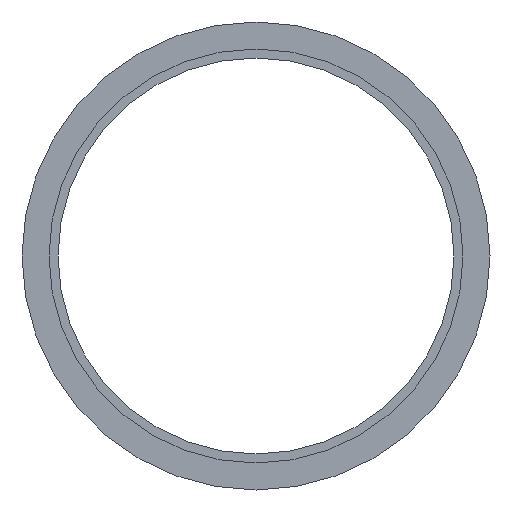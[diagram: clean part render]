
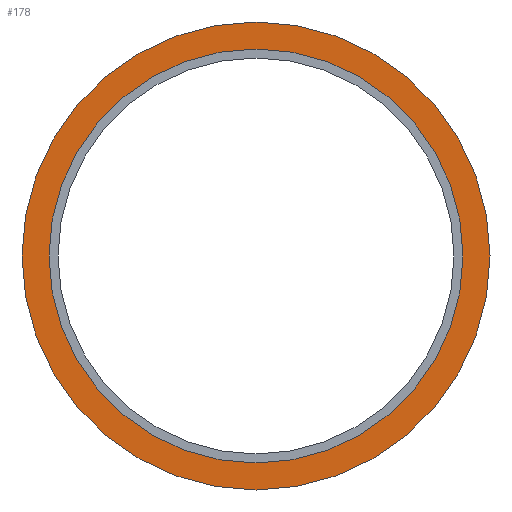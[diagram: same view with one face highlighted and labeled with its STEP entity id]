
A CAD part, front view. The second image highlights one B-rep face of the part: STEP entity #178.
In plain terms, the highlighted planar face has unit normal (0, -1, 0).
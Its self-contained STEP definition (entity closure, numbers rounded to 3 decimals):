
#2 = PLANE ( 'NONE',  #422 ) ;
#5 = CARTESIAN_POINT ( 'NONE',  ( -46., -16.619, 0. ) ) ;
#25 = CARTESIAN_POINT ( 'NONE',  ( 0., -16.619, 0. ) ) ;
#30 = CARTESIAN_POINT ( 'NONE',  ( 0., -16.619, 0. ) ) ;
#124 = CIRCLE ( 'NONE', #349, 52. ) ;
#131 = AXIS2_PLACEMENT_3D ( 'NONE', #30, #265, #483 ) ;
#133 = CIRCLE ( 'NONE', #318, 46. ) ;
#135 = CARTESIAN_POINT ( 'NONE',  ( 52., -16.619, 0. ) ) ;
#138 = DIRECTION ( 'NONE',  ( 0., 1., 0. ) ) ;
#151 = DIRECTION ( 'NONE',  ( 0., -1., 0. ) ) ;
#154 = CIRCLE ( 'NONE', #206, 46. ) ;
#176 = CARTESIAN_POINT ( 'NONE',  ( 0., -16.619, 0. ) ) ;
#178 = ADVANCED_FACE ( 'NONE', ( #188, #397 ), #2, .T. ) ;
#183 = EDGE_LOOP ( 'NONE', ( #430, #198 ) ) ;
#188 = FACE_BOUND ( 'NONE', #476, .T. ) ;
#192 = DIRECTION ( 'NONE',  ( 0., 1., 0. ) ) ;
#198 = ORIENTED_EDGE ( 'NONE', *, *, #409, .F. ) ;
#206 = AXIS2_PLACEMENT_3D ( 'NONE', #176, #138, #373 ) ;
#217 = ORIENTED_EDGE ( 'NONE', *, *, #330, .T. ) ;
#224 = ORIENTED_EDGE ( 'NONE', *, *, #284, .T. ) ;
#226 = VERTEX_POINT ( 'NONE', #302 ) ;
#232 = DIRECTION ( 'NONE',  ( -1., 0., 0. ) ) ;
#236 = CARTESIAN_POINT ( 'NONE',  ( 0., -16.619, 0. ) ) ;
#251 = EDGE_CURVE ( 'NONE', #226, #379, #309, .T. ) ;
#258 = DIRECTION ( 'NONE',  ( 0., 1., 0. ) ) ;
#265 = DIRECTION ( 'NONE',  ( 0., 1., 0. ) ) ;
#284 = EDGE_CURVE ( 'NONE', #392, #413, #154, .T. ) ;
#302 = CARTESIAN_POINT ( 'NONE',  ( -52., -16.619, 0. ) ) ;
#309 = CIRCLE ( 'NONE', #131, 52. ) ;
#317 = CARTESIAN_POINT ( 'NONE',  ( 46., -16.619, 0. ) ) ;
#318 = AXIS2_PLACEMENT_3D ( 'NONE', #25, #258, #479 ) ;
#330 = EDGE_CURVE ( 'NONE', #413, #392, #133, .T. ) ;
#349 = AXIS2_PLACEMENT_3D ( 'NONE', #236, #192, #232 ) ;
#373 = DIRECTION ( 'NONE',  ( -1., 0., 0. ) ) ;
#379 = VERTEX_POINT ( 'NONE', #135 ) ;
#381 = DIRECTION ( 'NONE',  ( 1., 0., 0. ) ) ;
#392 = VERTEX_POINT ( 'NONE', #5 ) ;
#397 = FACE_OUTER_BOUND ( 'NONE', #183, .T. ) ;
#409 = EDGE_CURVE ( 'NONE', #379, #226, #124, .T. ) ;
#413 = VERTEX_POINT ( 'NONE', #317 ) ;
#422 = AXIS2_PLACEMENT_3D ( 'NONE', #489, #151, #381 ) ;
#430 = ORIENTED_EDGE ( 'NONE', *, *, #251, .F. ) ;
#476 = EDGE_LOOP ( 'NONE', ( #224, #217 ) ) ;
#479 = DIRECTION ( 'NONE',  ( -1., 0., 0. ) ) ;
#483 = DIRECTION ( 'NONE',  ( -1., 0., 0. ) ) ;
#489 = CARTESIAN_POINT ( 'NONE',  ( 52., -16.619, 0. ) ) ;
